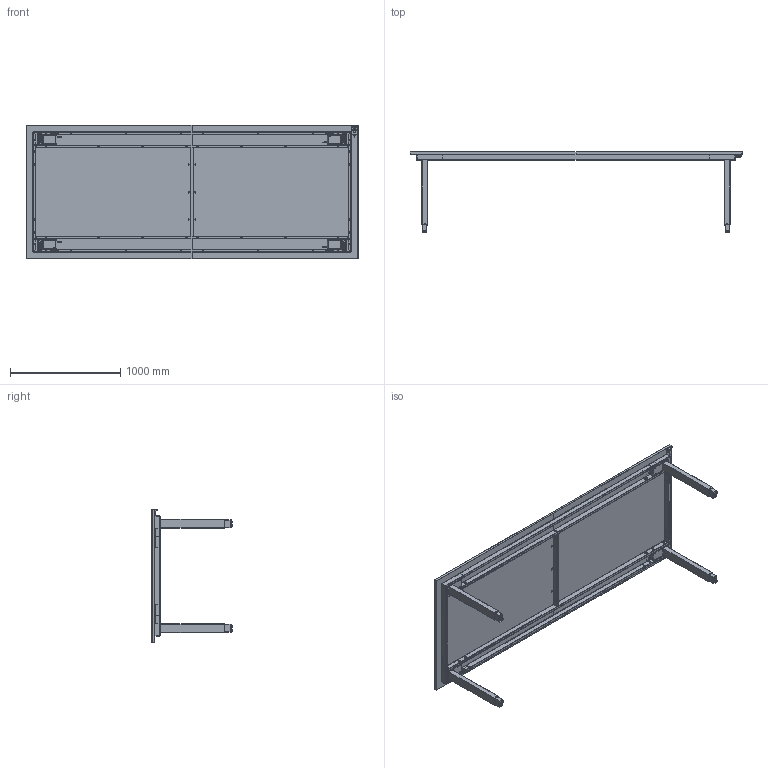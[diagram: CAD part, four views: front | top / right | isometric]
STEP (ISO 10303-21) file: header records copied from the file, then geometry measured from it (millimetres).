
FILE_DESCRIPTION (( 'STEP AP203' ), '1' );
FILE_NAME ('NARROW-WIDE UP 3015 - HIGH END by Swedstyle_565001XXG-1.STEP', '2021-03-10T09:18:00', ( '' ), ( '' ), 'SwSTEP 2.0', 'SolidWorks 2019', '' );
FILE_SCHEMA (( 'CONFIG_CONTROL_DESIGN' ));
Length unit declared in the file: millimetre
Products named in the file (3): Skiva inkl. bordskontroll - Narrow-Wide Up 3015 HIGH END; Narrow Wide Up 3015, +50mm, exkl. skiva - HIGH END; NARROW-WIDE UP 3015 - HIGH END by Swedstyle_565001XXG-1
Assembly tree (2 placements, depth 2):
  NARROW-WIDE UP 3015 - HIGH END by Swedstyle_565001XXG-1
    Narrow Wide Up 3015, +50mm, exkl. skiva - HIGH END
    Skiva inkl. bordskontroll - Narrow-Wide Up 3015 HIGH END
Bounding box: 3015 x 726.8 x 1215.18 mm (x, y, z)
Surface area: 12144415.8 mm2 (no closed solid volume)
Topology: 0 solids, 302 shells, 1430 faces, 6272 edges, 4998 vertices
Faces by surface type: cylinder 626, plane 619, sphere 82, cone 49, torus 46, bspline 8
Entity records: 66130 total; most frequent: CARTESIAN_POINT 14049, DIRECTION 11508, ORIENTED_EDGE 8347, EDGE_CURVE 6240, VERTEX_POINT 4998, AXIS2_PLACEMENT_3D 4093, LINE 3322, VECTOR 3322
